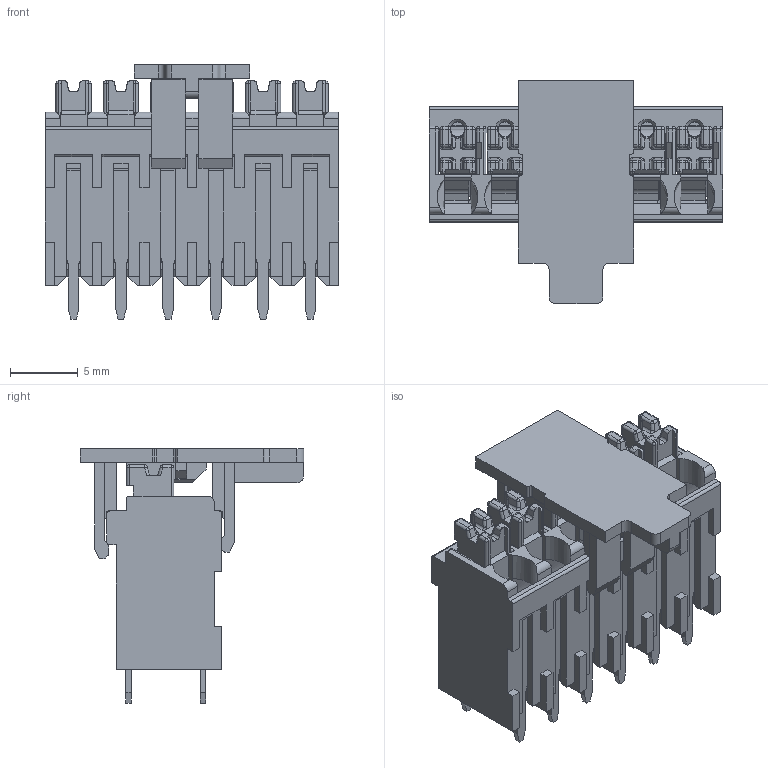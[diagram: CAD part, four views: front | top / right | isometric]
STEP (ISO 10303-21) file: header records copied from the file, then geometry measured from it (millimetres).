
FILE_DESCRIPTION(/* description */ ('Unknown'),/* implementation_level */ '2;1');
FILE_NAME(/* name */ '691810100306',/* time_stamp */ '2022-10-11T16:09:39+02:00',/* author */ ('Unknown'),/* organization */ ('Unknown'),/* preprocessor_version */ 'ST-DEVELOPER v18.102',/* originating_system */ 'Solid Edge',/* authorisation */ 'Unknown');
FILE_SCHEMA (('AUTOMOTIVE_DESIGN {1 0 10303 214 3 1 1}'));
Length unit declared in the file: millimetre
Products named in the file (6): 6918101003xx; 691410100006; 6918101000xx_SolderPin; 6914101000xx_SpringClamp; 6914101000xx_Lever; 6918101003xx_Cap
Assembly tree (20 placements, depth 2):
  6918101003xx
    691410100006
    6918101000xx_SolderPin  x6
    6914101000xx_SpringClamp  x6
    6914101000xx_Lever  x6
    6918101003xx_Cap
Bounding box: 21.7 x 16.5 x 18.8 mm (x, y, z)
Volume: 1349.2 mm3; surface area: 4778.1 mm2
Topology: 20 solids, 20 shells, 2191 faces, 6002 edges, 3739 vertices
Faces by surface type: plane 1364, cylinder 610, sphere 97, bspline 84, torus 24, cone 12
Entity records: 29368 total; most frequent: CARTESIAN_POINT 5651, ORIENTED_EDGE 5070, DIRECTION 4696, EDGE_CURVE 2535, LINE 2082, VECTOR 2082, VERTEX_POINT 1619, AXIS2_PLACEMENT_3D 1307
